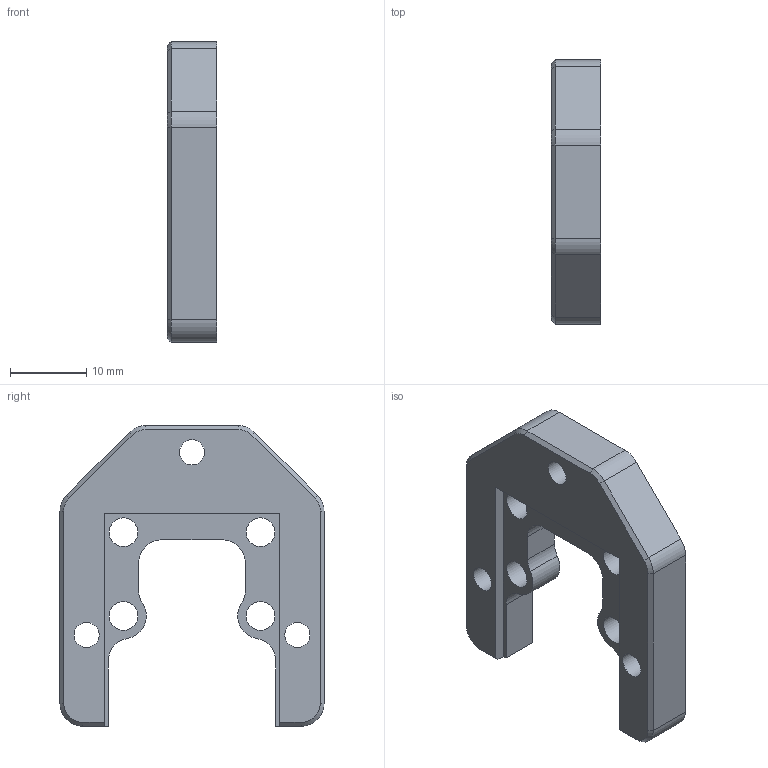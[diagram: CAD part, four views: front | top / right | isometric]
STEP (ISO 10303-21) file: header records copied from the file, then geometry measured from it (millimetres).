
FILE_DESCRIPTION(/* description */ (''),/* implementation_level */ '2;1');
FILE_NAME(/* name */ 'Motor Spacer Upper.step',/* time_stamp */ '2019-09-15T12:13:06-07:00',/* author */ (''),/* organization */ (''),/* preprocessor_version */ 'ST-DEVELOPER v18',/* originating_system */ 'Autodesk Translation Framework v8.6.0.1094',/* authorisation */ '');
FILE_SCHEMA (('AUTOMOTIVE_DESIGN { 1 0 10303 214 3 1 1 }'));
Length unit declared in the file: millimetre
Products named in the file (1): Motor Spacer Upper
Bounding box: 6.5 x 34.71 x 39.5 mm (x, y, z)
Volume: 4749.9 mm3; surface area: 3125.9 mm2
Topology: 1 solids, 1 shells, 52 faces, 138 edges, 88 vertices
Faces by surface type: plane 25, cylinder 21, cone 6
Full cylindrical faces by diameter (mm): 3.3 x3, 3.783 x4
Entity records: 1675 total; most frequent: DIRECTION 292, CARTESIAN_POINT 279, ORIENTED_EDGE 276, EDGE_CURVE 138, AXIS2_PLACEMENT_3D 101, LINE 90, VECTOR 90, VERTEX_POINT 88
